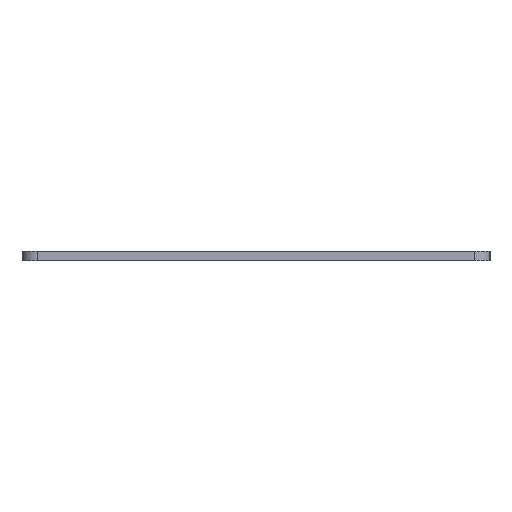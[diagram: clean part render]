
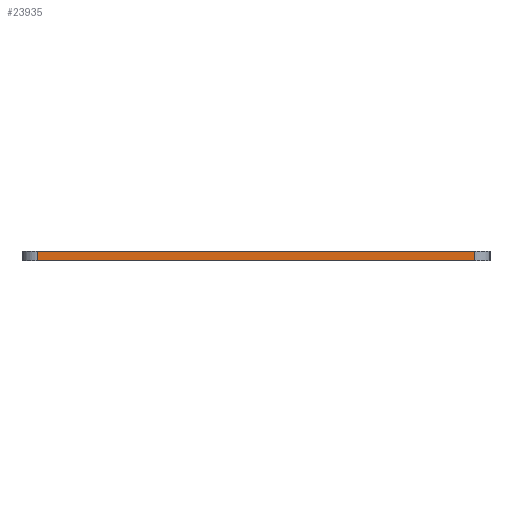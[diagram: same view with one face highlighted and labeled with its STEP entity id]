
A CAD part, left-side view. The second image highlights one B-rep face of the part: STEP entity #23935.
In plain terms, the highlighted planar face has unit normal (-1, 0, 0).
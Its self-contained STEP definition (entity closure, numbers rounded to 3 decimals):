
#83 = PLANE('',#84);
#84 = AXIS2_PLACEMENT_3D('',#85,#86,#87);
#85 = CARTESIAN_POINT('',(147.563,-98.1,1.6));
#86 = DIRECTION('',(0.,0.,1.));
#87 = DIRECTION('',(1.,0.,-0.));
#137 = PLANE('',#138);
#138 = AXIS2_PLACEMENT_3D('',#139,#140,#141);
#139 = CARTESIAN_POINT('',(147.563,-98.1,0.));
#140 = DIRECTION('',(0.,0.,1.));
#141 = DIRECTION('',(1.,0.,-0.));
#334 = VERTEX_POINT('',#335);
#335 = CARTESIAN_POINT('',(15.,-62.5,0.));
#350 = CYLINDRICAL_SURFACE('',#351,2.5);
#351 = AXIS2_PLACEMENT_3D('',#352,#353,#354);
#352 = CARTESIAN_POINT('',(17.5,-62.5,0.));
#353 = DIRECTION('',(-0.,-0.,-1.));
#354 = DIRECTION('',(1.,0.,-0.));
#362 = EDGE_CURVE('',#334,#363,#365,.T.);
#363 = VERTEX_POINT('',#364);
#364 = CARTESIAN_POINT('',(15.,-133.7,0.));
#365 = SURFACE_CURVE('',#366,(#370,#377),.PCURVE_S1.);
#366 = LINE('',#367,#368);
#367 = CARTESIAN_POINT('',(15.,-62.5,0.));
#368 = VECTOR('',#369,1.);
#369 = DIRECTION('',(0.,-1.,0.));
#370 = PCURVE('',#137,#371);
#371 = DEFINITIONAL_REPRESENTATION('',(#372),#376);
#372 = LINE('',#373,#374);
#373 = CARTESIAN_POINT('',(-132.563,35.6));
#374 = VECTOR('',#375,1.);
#375 = DIRECTION('',(0.,-1.));
#376 = ( GEOMETRIC_REPRESENTATION_CONTEXT(2) 
PARAMETRIC_REPRESENTATION_CONTEXT() REPRESENTATION_CONTEXT('2D SPACE',''
  ) );
#377 = PCURVE('',#378,#383);
#378 = PLANE('',#379);
#379 = AXIS2_PLACEMENT_3D('',#380,#381,#382);
#380 = CARTESIAN_POINT('',(15.,-62.5,0.));
#381 = DIRECTION('',(1.,0.,-0.));
#382 = DIRECTION('',(0.,-1.,0.));
#383 = DEFINITIONAL_REPRESENTATION('',(#384),#388);
#384 = LINE('',#385,#386);
#385 = CARTESIAN_POINT('',(0.,0.));
#386 = VECTOR('',#387,1.);
#387 = DIRECTION('',(1.,0.));
#388 = ( GEOMETRIC_REPRESENTATION_CONTEXT(2) 
PARAMETRIC_REPRESENTATION_CONTEXT() REPRESENTATION_CONTEXT('2D SPACE',''
  ) );
#407 = CYLINDRICAL_SURFACE('',#408,2.5);
#408 = AXIS2_PLACEMENT_3D('',#409,#410,#411);
#409 = CARTESIAN_POINT('',(17.5,-133.7,0.));
#410 = DIRECTION('',(-0.,-0.,-1.));
#411 = DIRECTION('',(1.,0.,-0.));
#13128 = VERTEX_POINT('',#13129);
#13129 = CARTESIAN_POINT('',(15.,-62.5,1.6));
#13151 = EDGE_CURVE('',#13128,#13152,#13154,.T.);
#13152 = VERTEX_POINT('',#13153);
#13153 = CARTESIAN_POINT('',(15.,-133.7,1.6));
#13154 = SURFACE_CURVE('',#13155,(#13159,#13166),.PCURVE_S1.);
#13155 = LINE('',#13156,#13157);
#13156 = CARTESIAN_POINT('',(15.,-62.5,1.6));
#13157 = VECTOR('',#13158,1.);
#13158 = DIRECTION('',(0.,-1.,0.));
#13159 = PCURVE('',#83,#13160);
#13160 = DEFINITIONAL_REPRESENTATION('',(#13161),#13165);
#13161 = LINE('',#13162,#13163);
#13162 = CARTESIAN_POINT('',(-132.563,35.6));
#13163 = VECTOR('',#13164,1.);
#13164 = DIRECTION('',(0.,-1.));
#13165 = ( GEOMETRIC_REPRESENTATION_CONTEXT(2) 
PARAMETRIC_REPRESENTATION_CONTEXT() REPRESENTATION_CONTEXT('2D SPACE',''
  ) );
#13166 = PCURVE('',#378,#13167);
#13167 = DEFINITIONAL_REPRESENTATION('',(#13168),#13172);
#13168 = LINE('',#13169,#13170);
#13169 = CARTESIAN_POINT('',(0.,-1.6));
#13170 = VECTOR('',#13171,1.);
#13171 = DIRECTION('',(1.,0.));
#13172 = ( GEOMETRIC_REPRESENTATION_CONTEXT(2) 
PARAMETRIC_REPRESENTATION_CONTEXT() REPRESENTATION_CONTEXT('2D SPACE',''
  ) );
#23885 = EDGE_CURVE('',#363,#13152,#23886,.T.);
#23886 = SURFACE_CURVE('',#23887,(#23891,#23898),.PCURVE_S1.);
#23887 = LINE('',#23888,#23889);
#23888 = CARTESIAN_POINT('',(15.,-133.7,0.));
#23889 = VECTOR('',#23890,1.);
#23890 = DIRECTION('',(0.,0.,1.));
#23891 = PCURVE('',#407,#23892);
#23892 = DEFINITIONAL_REPRESENTATION('',(#23893),#23897);
#23893 = LINE('',#23894,#23895);
#23894 = CARTESIAN_POINT('',(-3.142,0.));
#23895 = VECTOR('',#23896,1.);
#23896 = DIRECTION('',(-0.,-1.));
#23897 = ( GEOMETRIC_REPRESENTATION_CONTEXT(2) 
PARAMETRIC_REPRESENTATION_CONTEXT() REPRESENTATION_CONTEXT('2D SPACE',''
  ) );
#23898 = PCURVE('',#378,#23899);
#23899 = DEFINITIONAL_REPRESENTATION('',(#23900),#23904);
#23900 = LINE('',#23901,#23902);
#23901 = CARTESIAN_POINT('',(71.2,0.));
#23902 = VECTOR('',#23903,1.);
#23903 = DIRECTION('',(0.,-1.));
#23904 = ( GEOMETRIC_REPRESENTATION_CONTEXT(2) 
PARAMETRIC_REPRESENTATION_CONTEXT() REPRESENTATION_CONTEXT('2D SPACE',''
  ) );
#23914 = EDGE_CURVE('',#334,#13128,#23915,.T.);
#23915 = SURFACE_CURVE('',#23916,(#23920,#23927),.PCURVE_S1.);
#23916 = LINE('',#23917,#23918);
#23917 = CARTESIAN_POINT('',(15.,-62.5,0.));
#23918 = VECTOR('',#23919,1.);
#23919 = DIRECTION('',(0.,0.,1.));
#23920 = PCURVE('',#350,#23921);
#23921 = DEFINITIONAL_REPRESENTATION('',(#23922),#23926);
#23922 = LINE('',#23923,#23924);
#23923 = CARTESIAN_POINT('',(-3.142,0.));
#23924 = VECTOR('',#23925,1.);
#23925 = DIRECTION('',(-0.,-1.));
#23926 = ( GEOMETRIC_REPRESENTATION_CONTEXT(2) 
PARAMETRIC_REPRESENTATION_CONTEXT() REPRESENTATION_CONTEXT('2D SPACE',''
  ) );
#23927 = PCURVE('',#378,#23928);
#23928 = DEFINITIONAL_REPRESENTATION('',(#23929),#23933);
#23929 = LINE('',#23930,#23931);
#23930 = CARTESIAN_POINT('',(0.,0.));
#23931 = VECTOR('',#23932,1.);
#23932 = DIRECTION('',(0.,-1.));
#23933 = ( GEOMETRIC_REPRESENTATION_CONTEXT(2) 
PARAMETRIC_REPRESENTATION_CONTEXT() REPRESENTATION_CONTEXT('2D SPACE',''
  ) );
#23935 = ADVANCED_FACE('',(#23936),#378,.F.);
#23936 = FACE_BOUND('',#23937,.F.);
#23937 = EDGE_LOOP('',(#23938,#23939,#23940,#23941));
#23938 = ORIENTED_EDGE('',*,*,#23914,.T.);
#23939 = ORIENTED_EDGE('',*,*,#13151,.T.);
#23940 = ORIENTED_EDGE('',*,*,#23885,.F.);
#23941 = ORIENTED_EDGE('',*,*,#362,.F.);
